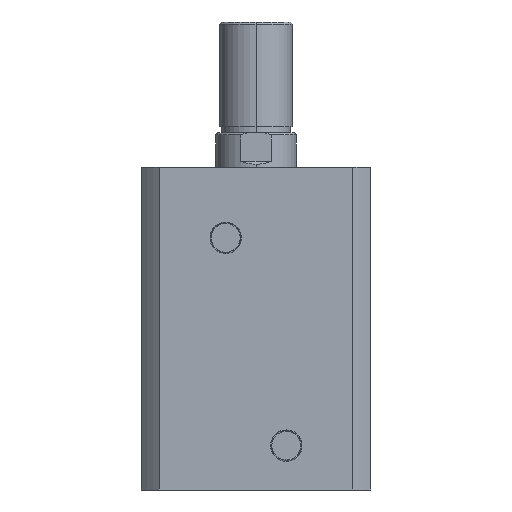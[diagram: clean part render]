
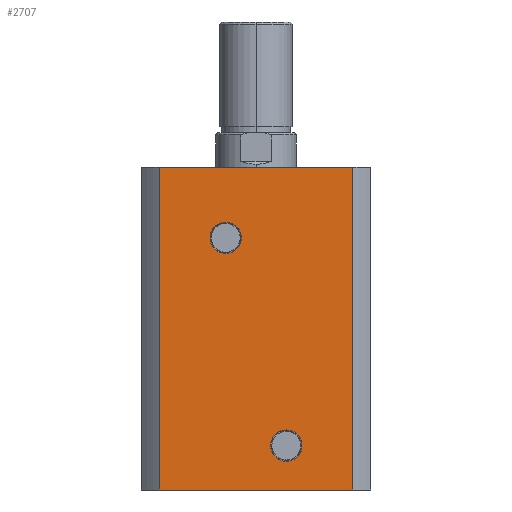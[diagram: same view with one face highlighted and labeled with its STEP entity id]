
A CAD part, left-side view. The second image highlights one B-rep face of the part: STEP entity #2707.
In plain terms, the highlighted planar face has unit normal (-1, 0, 0).
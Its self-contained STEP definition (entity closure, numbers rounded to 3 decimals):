
#4 = AXIS2_PLACEMENT_3D ( 'NONE', #1645, #1644, #1641 ) ;
#24 = VERTEX_POINT ( 'NONE', #2998 ) ;
#413 = DIRECTION ( 'NONE',  ( 0., 0., -1. ) ) ;
#419 = CARTESIAN_POINT ( 'NONE',  ( -57., 47.971, 160. ) ) ;
#428 = CARTESIAN_POINT ( 'NONE',  ( -57., 0., 0. ) ) ;
#429 = DIRECTION ( 'NONE',  ( 0., -1., 0. ) ) ;
#430 = CARTESIAN_POINT ( 'NONE',  ( -57., -15., 22. ) ) ;
#431 = DIRECTION ( 'NONE',  ( -1., 0., 0. ) ) ;
#432 = DIRECTION ( 'NONE',  ( 0., 0., 1. ) ) ;
#434 = CARTESIAN_POINT ( 'NONE',  ( -57., 0., 160. ) ) ;
#435 = CARTESIAN_POINT ( 'NONE',  ( -57., 15., 125. ) ) ;
#436 = DIRECTION ( 'NONE',  ( -1., 0., 0. ) ) ;
#437 = DIRECTION ( 'NONE',  ( 0., 0., 1. ) ) ;
#438 = CARTESIAN_POINT ( 'NONE',  ( -57., -47.971, 160. ) ) ;
#440 = DIRECTION ( 'NONE',  ( 0., 0., -1. ) ) ;
#441 = DIRECTION ( 'NONE',  ( 0., -1., 0. ) ) ;
#661 = DIRECTION ( 'NONE',  ( 1., 0., 0. ) ) ;
#665 = CARTESIAN_POINT ( 'NONE',  ( -57., 0., 160. ) ) ;
#667 = PLANE ( 'NONE',  #1834 ) ;
#669 = DIRECTION ( 'NONE',  ( 0., 1., 0. ) ) ;
#805 = EDGE_CURVE ( 'NONE', #3752, #24, #1141, .T. ) ;
#813 = EDGE_CURVE ( 'NONE', #3755, #3636, #1153, .T. ) ;
#940 = EDGE_CURVE ( 'NONE', #3734, #3776, #1369, .T. ) ;
#942 = EDGE_CURVE ( 'NONE', #24, #3752, #1372, .T. ) ;
#943 = EDGE_CURVE ( 'NONE', #3636, #3755, #1373, .T. ) ;
#944 = EDGE_CURVE ( 'NONE', #3776, #3716, #1374, .T. ) ;
#945 = EDGE_CURVE ( 'NONE', #3731, #3716, #1375, .T. ) ;
#946 = EDGE_CURVE ( 'NONE', #3734, #3731, #1370, .T. ) ;
#1141 = CIRCLE ( 'NONE', #4, 7.797 ) ;
#1153 = CIRCLE ( 'NONE', #1799, 7.797 ) ;
#1369 = LINE ( 'NONE', #419, #1371 ) ;
#1370 = LINE ( 'NONE', #434, #1380 ) ;
#1371 = VECTOR ( 'NONE', #413, 1000. ) ;
#1372 = CIRCLE ( 'NONE', #1771, 7.797 ) ;
#1373 = CIRCLE ( 'NONE', #1766, 7.797 ) ;
#1374 = LINE ( 'NONE', #428, #1376 ) ;
#1375 = LINE ( 'NONE', #438, #1378 ) ;
#1376 = VECTOR ( 'NONE', #429, 1000. ) ;
#1378 = VECTOR ( 'NONE', #440, 1000. ) ;
#1380 = VECTOR ( 'NONE', #441, 1000. ) ;
#1502 = FACE_BOUND ( 'NONE', #3112, .T. ) ;
#1509 = FACE_OUTER_BOUND ( 'NONE', #3111, .T. ) ;
#1517 = FACE_BOUND ( 'NONE', #3115, .T. ) ;
#1616 = DIRECTION ( 'NONE',  ( 0., 0., 1. ) ) ;
#1617 = DIRECTION ( 'NONE',  ( -1., 0., 0. ) ) ;
#1618 = CARTESIAN_POINT ( 'NONE',  ( -57., 15., 125. ) ) ;
#1641 = DIRECTION ( 'NONE',  ( 0., 0., 1. ) ) ;
#1644 = DIRECTION ( 'NONE',  ( -1., 0., 0. ) ) ;
#1645 = CARTESIAN_POINT ( 'NONE',  ( -57., -15., 22. ) ) ;
#1766 = AXIS2_PLACEMENT_3D ( 'NONE', #435, #436, #437 ) ;
#1771 = AXIS2_PLACEMENT_3D ( 'NONE', #430, #431, #432 ) ;
#1799 = AXIS2_PLACEMENT_3D ( 'NONE', #1618, #1617, #1616 ) ;
#1834 = AXIS2_PLACEMENT_3D ( 'NONE', #665, #661, #669 ) ;
#2538 = CARTESIAN_POINT ( 'NONE',  ( -57., 15., 132.797 ) ) ;
#2549 = CARTESIAN_POINT ( 'NONE',  ( -57., -47.971, 0. ) ) ;
#2562 = CARTESIAN_POINT ( 'NONE',  ( -57., -47.971, 160. ) ) ;
#2565 = CARTESIAN_POINT ( 'NONE',  ( -57., 47.971, 160. ) ) ;
#2580 = CARTESIAN_POINT ( 'NONE',  ( -57., -15., 14.203 ) ) ;
#2583 = CARTESIAN_POINT ( 'NONE',  ( -57., 15., 117.203 ) ) ;
#2605 = CARTESIAN_POINT ( 'NONE',  ( -57., 47.971, 0. ) ) ;
#2707 = ADVANCED_FACE ( 'NONE', ( #1517, #1502, #1509 ), #667, .F. ) ;
#2998 = CARTESIAN_POINT ( 'NONE',  ( -57., -15., 29.797 ) ) ;
#3111 = EDGE_LOOP ( 'NONE', ( #3656, #3657, #3658, #3659 ) ) ;
#3112 = EDGE_LOOP ( 'NONE', ( #3654, #3655 ) ) ;
#3115 = EDGE_LOOP ( 'NONE', ( #3652, #3653 ) ) ;
#3636 = VERTEX_POINT ( 'NONE', #2538 ) ;
#3652 = ORIENTED_EDGE ( 'NONE', *, *, #942, .F. ) ;
#3653 = ORIENTED_EDGE ( 'NONE', *, *, #805, .F. ) ;
#3654 = ORIENTED_EDGE ( 'NONE', *, *, #943, .F. ) ;
#3655 = ORIENTED_EDGE ( 'NONE', *, *, #813, .F. ) ;
#3656 = ORIENTED_EDGE ( 'NONE', *, *, #944, .T. ) ;
#3657 = ORIENTED_EDGE ( 'NONE', *, *, #945, .F. ) ;
#3658 = ORIENTED_EDGE ( 'NONE', *, *, #946, .F. ) ;
#3659 = ORIENTED_EDGE ( 'NONE', *, *, #940, .T. ) ;
#3716 = VERTEX_POINT ( 'NONE', #2549 ) ;
#3731 = VERTEX_POINT ( 'NONE', #2562 ) ;
#3734 = VERTEX_POINT ( 'NONE', #2565 ) ;
#3752 = VERTEX_POINT ( 'NONE', #2580 ) ;
#3755 = VERTEX_POINT ( 'NONE', #2583 ) ;
#3776 = VERTEX_POINT ( 'NONE', #2605 ) ;
